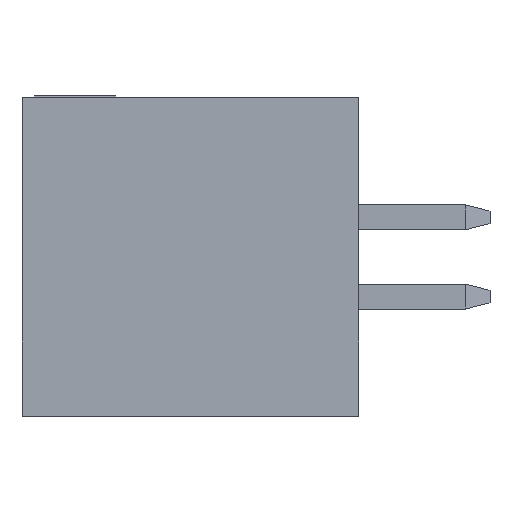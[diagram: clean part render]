
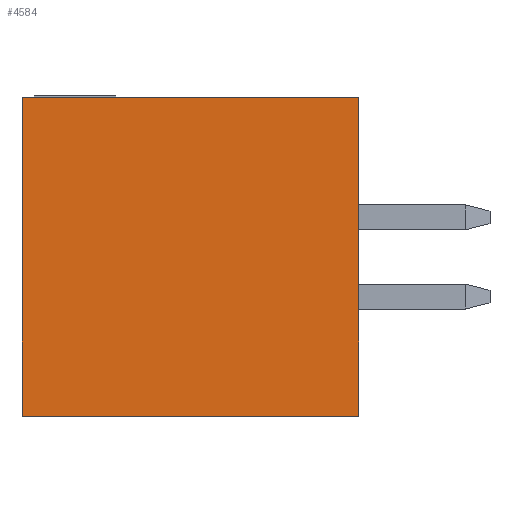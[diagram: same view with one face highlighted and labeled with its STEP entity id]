
A CAD part, left-side view. The second image highlights one B-rep face of the part: STEP entity #4584.
In plain terms, the highlighted planar face has unit normal (-1, 0, 0).
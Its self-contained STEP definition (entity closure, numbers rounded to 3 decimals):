
#99 = CARTESIAN_POINT ( 'NONE',  ( -6.325, 2.7, 2.55 ) ) ;
#176 = LINE ( 'NONE', #4696, #3024 ) ;
#369 = DIRECTION ( 'NONE',  ( 0., 1., 0. ) ) ;
#539 = ORIENTED_EDGE ( 'NONE', *, *, #2837, .T. ) ;
#678 = CARTESIAN_POINT ( 'NONE',  ( -6.325, 0., -2.55 ) ) ;
#740 = CARTESIAN_POINT ( 'NONE',  ( -6.325, 2.7, -2.55 ) ) ;
#1333 = CARTESIAN_POINT ( 'NONE',  ( -6.325, 5.4, 2.55 ) ) ;
#1571 = CARTESIAN_POINT ( 'NONE',  ( -6.325, 0., -2.55 ) ) ;
#1589 = DIRECTION ( 'NONE',  ( 0., 0., 1. ) ) ;
#1799 = ORIENTED_EDGE ( 'NONE', *, *, #3257, .T. ) ;
#2153 = DIRECTION ( 'NONE',  ( 0., 0., -1. ) ) ;
#2303 = AXIS2_PLACEMENT_3D ( 'NONE', #1571, #3906, #1589 ) ;
#2639 = EDGE_CURVE ( 'NONE', #3454, #4154, #3864, .T. ) ;
#2734 = PLANE ( 'NONE',  #2303 ) ;
#2789 = CARTESIAN_POINT ( 'NONE',  ( -6.325, 0., 2.55 ) ) ;
#2805 = EDGE_CURVE ( 'NONE', #4667, #3454, #176, .T. ) ;
#2837 = EDGE_CURVE ( 'NONE', #4667, #3273, #4040, .T. ) ;
#3024 = VECTOR ( 'NONE', #4335, 1000. ) ;
#3136 = VECTOR ( 'NONE', #2153, 1000. ) ;
#3257 = EDGE_CURVE ( 'NONE', #3273, #4154, #4284, .T. ) ;
#3270 = CARTESIAN_POINT ( 'NONE',  ( -6.325, 5.4, -2.55 ) ) ;
#3273 = VERTEX_POINT ( 'NONE', #1333 ) ;
#3454 = VERTEX_POINT ( 'NONE', #678 ) ;
#3644 = ORIENTED_EDGE ( 'NONE', *, *, #2639, .F. ) ;
#3825 = FACE_OUTER_BOUND ( 'NONE', #4263, .T. ) ;
#3864 = LINE ( 'NONE', #740, #4758 ) ;
#3906 = DIRECTION ( 'NONE',  ( -1., 0., 0. ) ) ;
#3972 = DIRECTION ( 'NONE',  ( 0., 1., 0. ) ) ;
#4040 = LINE ( 'NONE', #99, #4816 ) ;
#4046 = ORIENTED_EDGE ( 'NONE', *, *, #2805, .F. ) ;
#4068 = CARTESIAN_POINT ( 'NONE',  ( -6.325, 5.4, 0. ) ) ;
#4154 = VERTEX_POINT ( 'NONE', #3270 ) ;
#4263 = EDGE_LOOP ( 'NONE', ( #3644, #4046, #539, #1799 ) ) ;
#4284 = LINE ( 'NONE', #4068, #3136 ) ;
#4335 = DIRECTION ( 'NONE',  ( 0., 0., -1. ) ) ;
#4584 = ADVANCED_FACE ( 'NONE', ( #3825 ), #2734, .T. ) ;
#4667 = VERTEX_POINT ( 'NONE', #2789 ) ;
#4696 = CARTESIAN_POINT ( 'NONE',  ( -6.325, 0., 0. ) ) ;
#4758 = VECTOR ( 'NONE', #369, 1000. ) ;
#4816 = VECTOR ( 'NONE', #3972, 1000. ) ;
